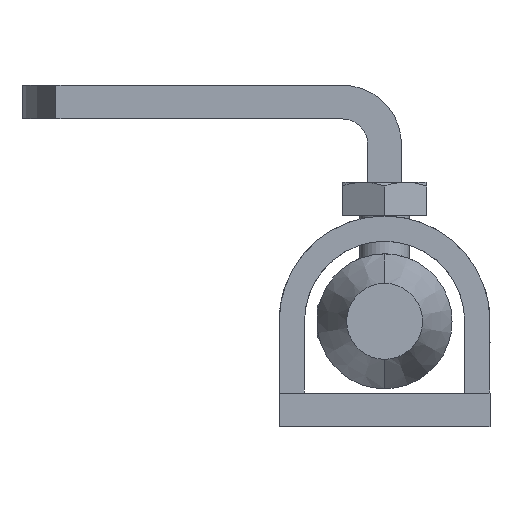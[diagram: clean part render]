
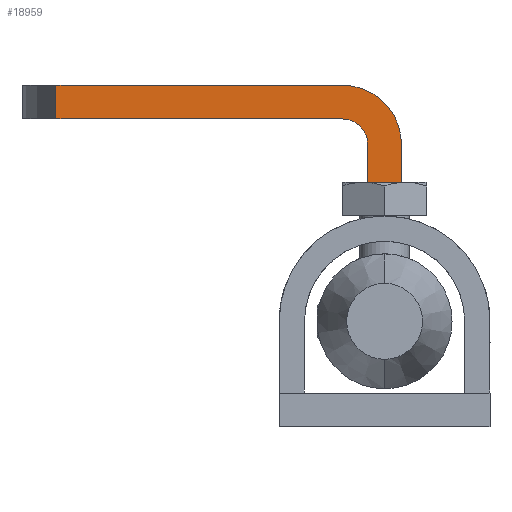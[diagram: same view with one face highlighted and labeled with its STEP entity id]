
A CAD part, front view. The second image highlights one B-rep face of the part: STEP entity #18959.
In plain terms, the highlighted planar face has unit normal (0, -1, 0).
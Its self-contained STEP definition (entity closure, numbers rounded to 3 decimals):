
#862 = DIRECTION ( 'NONE',  ( -1., 0., 0. ) ) ;
#1123 = EDGE_CURVE ( 'NONE', #19827, #12925, #17344, .T. ) ;
#1390 = FACE_OUTER_BOUND ( 'NONE', #5715, .T. ) ;
#1632 = CIRCLE ( 'NONE', #17108, 3. ) ;
#1830 = CARTESIAN_POINT ( 'NONE',  ( -14.969, -17.5, -18. ) ) ;
#2127 = ORIENTED_EDGE ( 'NONE', *, *, #22411, .F. ) ;
#2733 = VERTEX_POINT ( 'NONE', #12893 ) ;
#2981 = VECTOR ( 'NONE', #862, 1000. ) ;
#3756 = VECTOR ( 'NONE', #6302, 1000. ) ;
#3841 = VERTEX_POINT ( 'NONE', #23094 ) ;
#3858 = VECTOR ( 'NONE', #19936, 1000. ) ;
#4561 = CARTESIAN_POINT ( 'NONE',  ( 19., -17.5, -2. ) ) ;
#5340 = ORIENTED_EDGE ( 'NONE', *, *, #20657, .F. ) ;
#5715 = EDGE_LOOP ( 'NONE', ( #6715, #15602, #23030, #5340, #18093, #2127, #10422, #5787 ) ) ;
#5787 = ORIENTED_EDGE ( 'NONE', *, *, #19073, .F. ) ;
#6302 = DIRECTION ( 'NONE',  ( -1., 0., 0. ) ) ;
#6715 = ORIENTED_EDGE ( 'NONE', *, *, #17366, .F. ) ;
#6861 = CARTESIAN_POINT ( 'NONE',  ( 19., -17.5, -5. ) ) ;
#6949 = VECTOR ( 'NONE', #16335, 1000. ) ;
#7315 = CIRCLE ( 'NONE', #22643, 7. ) ;
#7488 = EDGE_CURVE ( 'NONE', #15000, #2733, #21479, .T. ) ;
#8046 = DIRECTION ( 'NONE',  ( 0., 0., -1. ) ) ;
#8708 = VERTEX_POINT ( 'NONE', #19405 ) ;
#8775 = VECTOR ( 'NONE', #20337, 1000. ) ;
#9269 = CARTESIAN_POINT ( 'NONE',  ( 19., -17.5, -2. ) ) ;
#10201 = CARTESIAN_POINT ( 'NONE',  ( 19., -17.5, 2. ) ) ;
#10422 = ORIENTED_EDGE ( 'NONE', *, *, #1123, .F. ) ;
#10462 = DIRECTION ( 'NONE',  ( 0., 0., -1. ) ) ;
#10662 = VECTOR ( 'NONE', #14246, 1000. ) ;
#11229 = LINE ( 'NONE', #1830, #10662 ) ;
#11252 = CARTESIAN_POINT ( 'NONE',  ( 19., -17.5, -5. ) ) ;
#12165 = VERTEX_POINT ( 'NONE', #22408 ) ;
#12593 = LINE ( 'NONE', #21416, #3858 ) ;
#12836 = LINE ( 'NONE', #20424, #2981 ) ;
#12893 = CARTESIAN_POINT ( 'NONE',  ( -14.969, -17.5, -2. ) ) ;
#12925 = VERTEX_POINT ( 'NONE', #20476 ) ;
#13012 = AXIS2_PLACEMENT_3D ( 'NONE', #11252, #18194, #18424 ) ;
#14246 = DIRECTION ( 'NONE',  ( 0., 0., -1. ) ) ;
#15000 = VERTEX_POINT ( 'NONE', #9269 ) ;
#15087 = DIRECTION ( 'NONE',  ( 0., 1., 0. ) ) ;
#15602 = ORIENTED_EDGE ( 'NONE', *, *, #20241, .T. ) ;
#15779 = CARTESIAN_POINT ( 'NONE',  ( 19., -17.5, 2. ) ) ;
#16335 = DIRECTION ( 'NONE',  ( 0., 0., -1. ) ) ;
#16369 = PLANE ( 'NONE',  #13012 ) ;
#16921 = CARTESIAN_POINT ( 'NONE',  ( 19., -17.5, -5. ) ) ;
#17108 = AXIS2_PLACEMENT_3D ( 'NONE', #6861, #19270, #10462 ) ;
#17344 = LINE ( 'NONE', #20016, #6949 ) ;
#17366 = EDGE_CURVE ( 'NONE', #12165, #22839, #19435, .T. ) ;
#18093 = ORIENTED_EDGE ( 'NONE', *, *, #21087, .F. ) ;
#18194 = DIRECTION ( 'NONE',  ( 0., -1., 0. ) ) ;
#18424 = DIRECTION ( 'NONE',  ( 0., 0., -1. ) ) ;
#18959 = ADVANCED_FACE ( 'NONE', ( #1390 ), #16369, .T. ) ;
#19073 = EDGE_CURVE ( 'NONE', #22839, #19827, #7315, .T. ) ;
#19270 = DIRECTION ( 'NONE',  ( 0., -1., 0. ) ) ;
#19405 = CARTESIAN_POINT ( 'NONE',  ( 22., -17.5, -5. ) ) ;
#19435 = LINE ( 'NONE', #10201, #8775 ) ;
#19827 = VERTEX_POINT ( 'NONE', #21732 ) ;
#19936 = DIRECTION ( 'NONE',  ( 0., 0., 1. ) ) ;
#20016 = CARTESIAN_POINT ( 'NONE',  ( 26., -17.5, -18. ) ) ;
#20241 = EDGE_CURVE ( 'NONE', #12165, #2733, #11229, .T. ) ;
#20337 = DIRECTION ( 'NONE',  ( 1., 0., 0. ) ) ;
#20424 = CARTESIAN_POINT ( 'NONE',  ( 22., -17.5, -18. ) ) ;
#20476 = CARTESIAN_POINT ( 'NONE',  ( 26., -17.5, -18. ) ) ;
#20657 = EDGE_CURVE ( 'NONE', #8708, #15000, #1632, .T. ) ;
#21087 = EDGE_CURVE ( 'NONE', #3841, #8708, #12593, .T. ) ;
#21416 = CARTESIAN_POINT ( 'NONE',  ( 22., -17.5, -18. ) ) ;
#21479 = LINE ( 'NONE', #4561, #3756 ) ;
#21732 = CARTESIAN_POINT ( 'NONE',  ( 26., -17.5, -5. ) ) ;
#22408 = CARTESIAN_POINT ( 'NONE',  ( -14.969, -17.5, 2. ) ) ;
#22411 = EDGE_CURVE ( 'NONE', #12925, #3841, #12836, .T. ) ;
#22643 = AXIS2_PLACEMENT_3D ( 'NONE', #16921, #15087, #8046 ) ;
#22839 = VERTEX_POINT ( 'NONE', #15779 ) ;
#23030 = ORIENTED_EDGE ( 'NONE', *, *, #7488, .F. ) ;
#23094 = CARTESIAN_POINT ( 'NONE',  ( 22., -17.5, -18. ) ) ;
